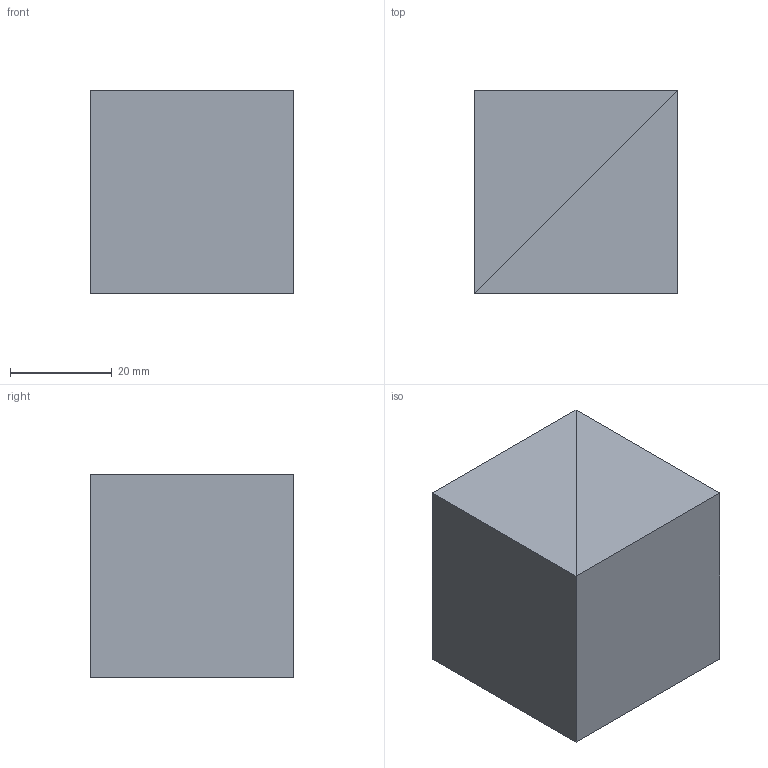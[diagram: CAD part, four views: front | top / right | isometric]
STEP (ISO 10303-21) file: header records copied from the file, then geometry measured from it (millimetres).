
FILE_DESCRIPTION (( 'STEP AP203' ), '1' );
FILE_NAME ('step_32506.step', '2014-06-05T19:28:14', ( '' ), ( '' ), 'SwSTEP 2.0', 'SolidWorks 2014', '' );
FILE_SCHEMA (( 'CONFIG_CONTROL_DESIGN' ));
Length unit declared in the file: millimetre
Products named in the file (1): step_32506
Bounding box: 40 x 40 x 40 mm (x, y, z)
Volume: 64000 mm3; surface area: 14125.5 mm2
Topology: 2 solids, 2 shells, 10 faces, 18 edges, 12 vertices
Faces by surface type: plane 10
Entity records: 317 total; most frequent: CARTESIAN_POINT 41, DIRECTION 40, ORIENTED_EDGE 36, VECTOR 18, LINE 18, EDGE_CURVE 18, VERTEX_POINT 12, AXIS2_PLACEMENT_3D 11
